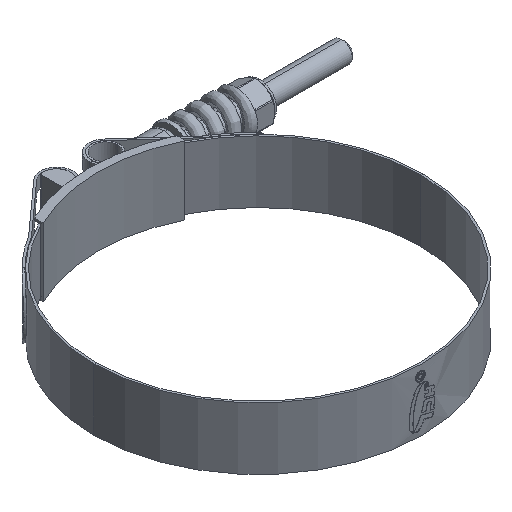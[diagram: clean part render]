
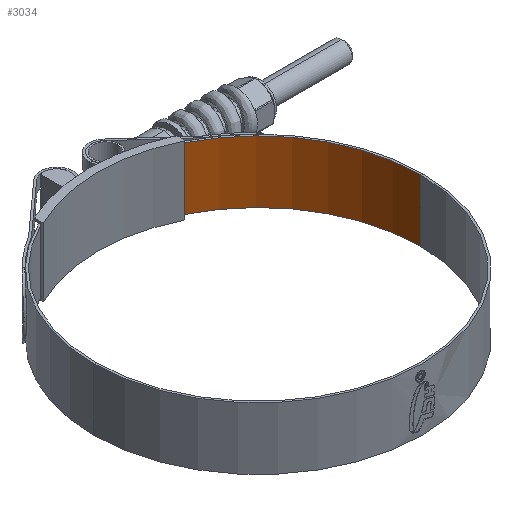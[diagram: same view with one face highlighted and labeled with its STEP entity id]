
A CAD part, isometric view. The second image highlights one B-rep face of the part: STEP entity #3034.
In plain terms, the highlighted cylindrical face has radius 50.05 mm (diameter 100.1 mm), a partial arc.
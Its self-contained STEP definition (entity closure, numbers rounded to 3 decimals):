
#84 = AXIS2_PLACEMENT_3D ( 'NONE', #2884, #10848, #12103 ) ;
#94 = CIRCLE ( 'NONE', #5475, 50.05 ) ;
#200 = VECTOR ( 'NONE', #3811, 1000. ) ;
#903 = ORIENTED_EDGE ( 'NONE', *, *, #9597, .F. ) ;
#1230 = CARTESIAN_POINT ( 'NONE',  ( 50.05, 0., 9.55 ) ) ;
#1454 = ORIENTED_EDGE ( 'NONE', *, *, #4328, .T. ) ;
#1546 = CARTESIAN_POINT ( 'NONE',  ( 0., 0., -9.55 ) ) ;
#1610 = FACE_OUTER_BOUND ( 'NONE', #1854, .T. ) ;
#1854 = EDGE_LOOP ( 'NONE', ( #7634, #903, #12840, #1454 ) ) ;
#1962 = VECTOR ( 'NONE', #6652, 1000. ) ;
#2539 = CARTESIAN_POINT ( 'NONE',  ( 6.819, 49.583, -9.55 ) ) ;
#2792 = CARTESIAN_POINT ( 'NONE',  ( 6.819, 49.583, 9.55 ) ) ;
#2884 = CARTESIAN_POINT ( 'NONE',  ( 0., 0., 9.55 ) ) ;
#3034 = ADVANCED_FACE ( 'NONE', ( #1610 ), #5402, .F. ) ;
#3094 = LINE ( 'NONE', #2792, #1962 ) ;
#3811 = DIRECTION ( 'NONE',  ( 0., 0., -1. ) ) ;
#4083 = CARTESIAN_POINT ( 'NONE',  ( 6.819, 49.583, 9.55 ) ) ;
#4328 = EDGE_CURVE ( 'NONE', #14477, #16394, #94, .T. ) ;
#5027 = CARTESIAN_POINT ( 'NONE',  ( 0., 0., 9.55 ) ) ;
#5369 = DIRECTION ( 'NONE',  ( -1., 0., 0. ) ) ;
#5402 = CYLINDRICAL_SURFACE ( 'NONE', #84, 50.05 ) ;
#5475 = AXIS2_PLACEMENT_3D ( 'NONE', #1546, #14379, #8191 ) ;
#6652 = DIRECTION ( 'NONE',  ( 0., 0., -1. ) ) ;
#6750 = LINE ( 'NONE', #15547, #200 ) ;
#6916 = EDGE_CURVE ( 'NONE', #8315, #14477, #3094, .T. ) ;
#7634 = ORIENTED_EDGE ( 'NONE', *, *, #12059, .F. ) ;
#7984 = DIRECTION ( 'NONE',  ( 0., 0., -1. ) ) ;
#8191 = DIRECTION ( 'NONE',  ( -1., 0., 0. ) ) ;
#8315 = VERTEX_POINT ( 'NONE', #4083 ) ;
#9209 = VERTEX_POINT ( 'NONE', #1230 ) ;
#9597 = EDGE_CURVE ( 'NONE', #8315, #9209, #13461, .T. ) ;
#10848 = DIRECTION ( 'NONE',  ( 0., 0., -1. ) ) ;
#11806 = CARTESIAN_POINT ( 'NONE',  ( 50.05, 0., -9.55 ) ) ;
#12059 = EDGE_CURVE ( 'NONE', #9209, #16394, #6750, .T. ) ;
#12103 = DIRECTION ( 'NONE',  ( -1., 0., 0. ) ) ;
#12840 = ORIENTED_EDGE ( 'NONE', *, *, #6916, .T. ) ;
#13461 = CIRCLE ( 'NONE', #13965, 50.05 ) ;
#13965 = AXIS2_PLACEMENT_3D ( 'NONE', #5027, #7984, #5369 ) ;
#14379 = DIRECTION ( 'NONE',  ( 0., 0., -1. ) ) ;
#14477 = VERTEX_POINT ( 'NONE', #2539 ) ;
#15547 = CARTESIAN_POINT ( 'NONE',  ( 50.05, 0., 9.55 ) ) ;
#16394 = VERTEX_POINT ( 'NONE', #11806 ) ;
